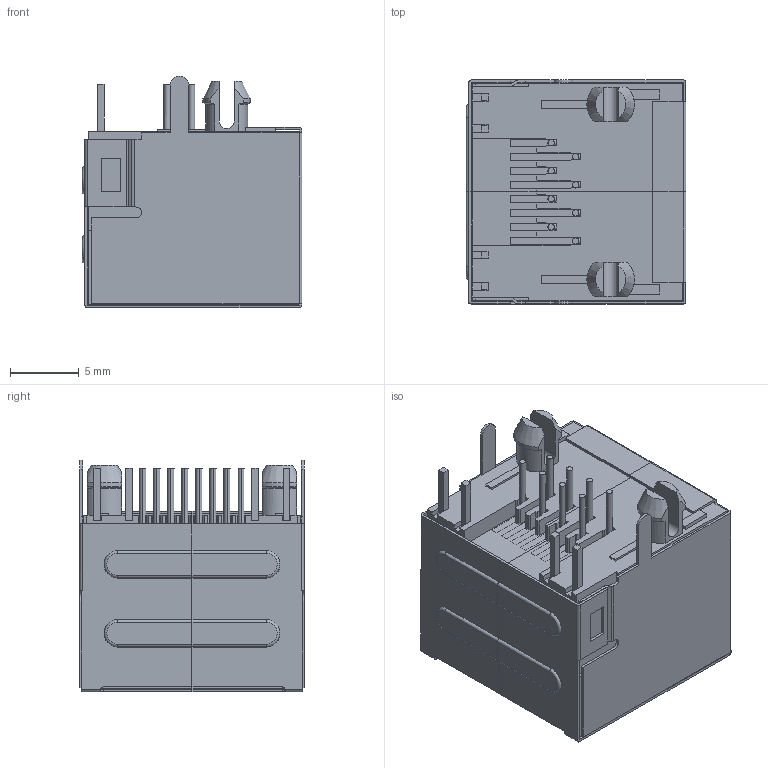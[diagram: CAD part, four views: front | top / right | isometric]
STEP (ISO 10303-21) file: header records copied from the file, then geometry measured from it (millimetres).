
FILE_DESCRIPTION((''),'2;1');
FILE_NAME('DGKYD561188AB1A1DY1006_ASM','2023-09-08T16:25:16',('Administrator'),(''),'CREO PARAMETRIC BY PTC INC, 2019010','CREO PARAMETRIC BY PTC INC, 2019010','');
FILE_SCHEMA(('CONFIG_CONTROL_DESIGN'));
Length unit declared in the file: millimetre
Products named in the file (5): MSBR-4; MSBR-3; MSBR-2; MSBR-1; DGKYD561188AB1A1DY1006_ASM
Assembly tree (4 placements, depth 2):
  DGKYD561188AB1A1DY1006_ASM
    MSBR-4
    MSBR-3
    MSBR-2
    MSBR-1
Bounding box: 15.95 x 16.26 x 16.8 mm (x, y, z)
Volume: 1814.2 mm3; surface area: 4744.4 mm2
Topology: 4 solids, 4 shells, 664 faces, 1920 edges, 1268 vertices
Faces by surface type: plane 478, cylinder 132, torus 40, cone 8, bspline 6
Entity records: 22927 total; most frequent: CARTESIAN_POINT 5171, ORIENTED_EDGE 3836, DIRECTION 3532, EDGE_CURVE 1918, VECTOR 1394, LINE 1394, VERTEX_POINT 1268, AXIS2_PLACEMENT_3D 1069
